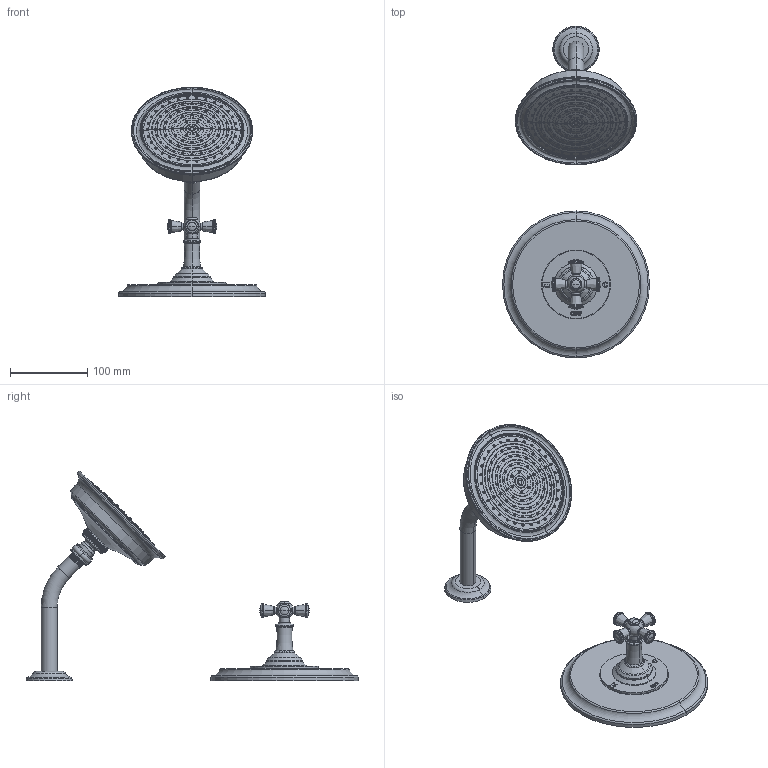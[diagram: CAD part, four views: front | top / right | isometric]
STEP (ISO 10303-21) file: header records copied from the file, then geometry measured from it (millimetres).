
FILE_DESCRIPTION((''),'2;1');
FILE_NAME('3-2404BP','2021-05-28T13:52:42',('jinson.thomas'),(''),'CREO PARAMETRIC BY PTC INC, 2018400','CREO PARAMETRIC BY PTC INC, 2018400','');
FILE_SCHEMA(('CONFIG_CONTROL_DESIGN'));
Products named in the file (1): 3-2404BP
Bounding box: 190.5 x 430.15 x 271.55 mm (x, y, z)
Volume: 1136126.8 mm3; surface area: 149842.7 mm2
Topology: 2 solids, 2 shells, 1283 faces, 3135 edges, 2058 vertices
Faces by surface type: torus 342, plane 269, cylinder 240, cone 194, sphere 116, extrusion 95, bspline 27
Entity records: 58149 total; most frequent: CARTESIAN_POINT 28676, ORIENTED_EDGE 6250, DIRECTION 5844, EDGE_CURVE 3125, AXIS2_PLACEMENT_3D 2456, VERTEX_POINT 2058, EDGE_LOOP 1495, CIRCLE 1295
